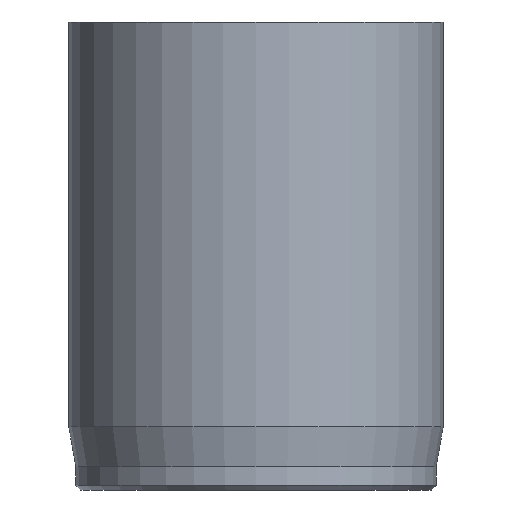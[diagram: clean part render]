
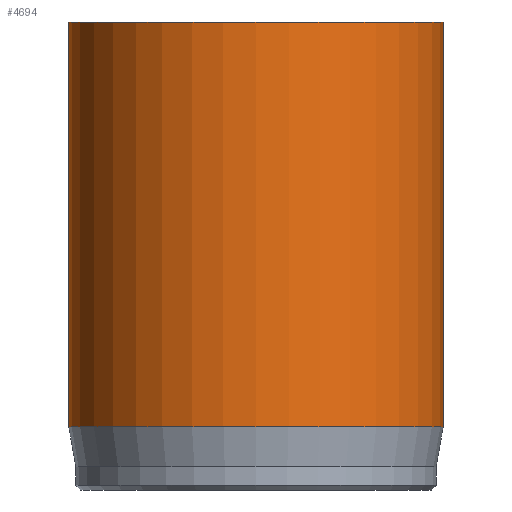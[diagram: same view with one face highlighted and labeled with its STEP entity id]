
A CAD part, front view. The second image highlights one B-rep face of the part: STEP entity #4694.
In plain terms, the highlighted cylindrical face has radius 8 mm (diameter 16 mm), a full revolution.
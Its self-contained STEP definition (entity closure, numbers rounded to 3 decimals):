
#31=CYLINDRICAL_SURFACE('',#4860,8.);
#45=CIRCLE('',#4833,8.);
#57=CIRCLE('',#4858,8.);
#58=CIRCLE('',#4859,8.);
#828=FACE_OUTER_BOUND('',#1107,.T.);
#1107=EDGE_LOOP('',(#4274,#4275,#4276,#4277,#4278));
#1441=LINE('',#9023,#1781);
#1781=VECTOR('',#5392,8.);
#2232=VERTEX_POINT('',#8974);
#2244=VERTEX_POINT('',#9017);
#2245=VERTEX_POINT('',#9018);
#2908=EDGE_CURVE('',#2232,#2232,#45,.T.);
#2926=EDGE_CURVE('',#2244,#2245,#57,.T.);
#2927=EDGE_CURVE('',#2245,#2244,#58,.T.);
#2929=EDGE_CURVE('',#2232,#2244,#1441,.T.);
#4274=ORIENTED_EDGE('',*,*,#2908,.T.);
#4275=ORIENTED_EDGE('',*,*,#2929,.T.);
#4276=ORIENTED_EDGE('',*,*,#2926,.T.);
#4277=ORIENTED_EDGE('',*,*,#2927,.T.);
#4278=ORIENTED_EDGE('',*,*,#2929,.F.);
#4694=ADVANCED_FACE('',(#828),#31,.T.);
#4833=AXIS2_PLACEMENT_3D('',#8975,#5329,#5330);
#4858=AXIS2_PLACEMENT_3D('',#9019,#5385,#5386);
#4859=AXIS2_PLACEMENT_3D('',#9020,#5387,#5388);
#4860=AXIS2_PLACEMENT_3D('',#9022,#5390,#5391);
#5329=DIRECTION('center_axis',(0.,0.,-1.));
#5330=DIRECTION('ref_axis',(-1.,0.,0.));
#5385=DIRECTION('center_axis',(0.,0.,1.));
#5386=DIRECTION('ref_axis',(-1.,0.,0.));
#5387=DIRECTION('center_axis',(0.,0.,1.));
#5388=DIRECTION('ref_axis',(-1.,0.,0.));
#5390=DIRECTION('center_axis',(0.,0.,1.));
#5391=DIRECTION('ref_axis',(-1.,0.,0.));
#5392=DIRECTION('',(0.,0.,-1.));
#8974=CARTESIAN_POINT('',(8.,0.,20.));
#8975=CARTESIAN_POINT('Origin',(0.,0.,20.));
#9017=CARTESIAN_POINT('',(8.,0.,2.701));
#9018=CARTESIAN_POINT('',(-8.,0.,2.701));
#9019=CARTESIAN_POINT('Origin',(0.,0.,2.701));
#9020=CARTESIAN_POINT('Origin',(0.,0.,2.701));
#9022=CARTESIAN_POINT('Origin',(0.,0.,0.));
#9023=CARTESIAN_POINT('',(8.,0.,0.));
